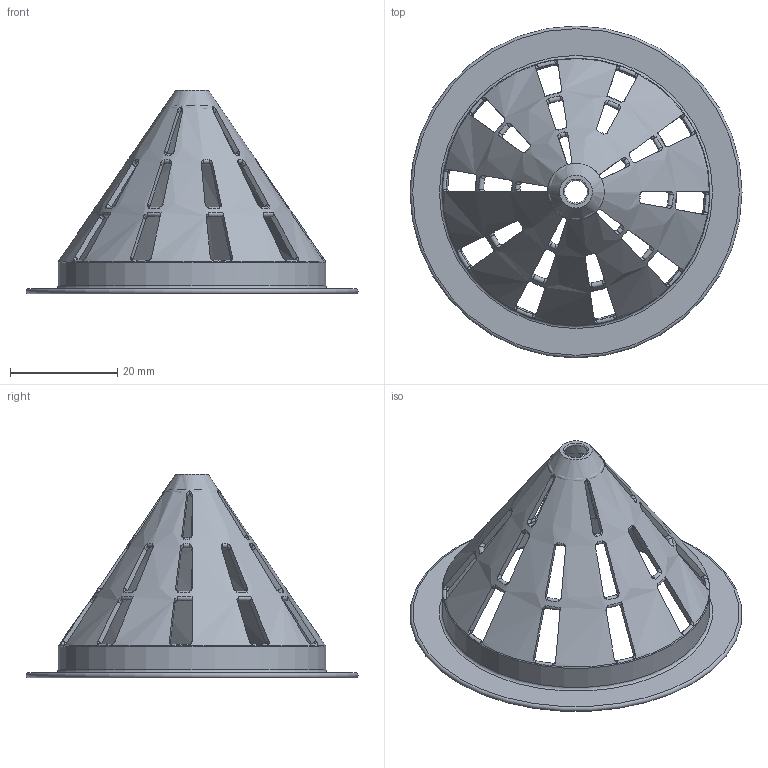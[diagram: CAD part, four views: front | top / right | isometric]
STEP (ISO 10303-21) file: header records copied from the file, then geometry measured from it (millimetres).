
FILE_DESCRIPTION(/* description */ (''),/* implementation_level */ '2;1');
FILE_NAME(/* name */ 'netpot2-in-w-lip v7.step',/* time_stamp */ '2024-10-13T21:12:56-07:00',/* author */ (''),/* organization */ (''),/* preprocessor_version */ 'ST-DEVELOPER v20',/* originating_system */ 'Autodesk Translation Framework v13.20.0.188',/* authorisation */ '');
FILE_SCHEMA (('AUTOMOTIVE_DESIGN { 1 0 10303 214 3 1 1 }'));
Length unit declared in the file: millimetre
Products named in the file (1): netpot2-in-w-lip
Bounding box: 62 x 62 x 38.07 mm (x, y, z)
Volume: 4652.3 mm3; surface area: 10235.5 mm2
Topology: 1 solids, 1 shells, 264 faces, 786 edges, 498 vertices
Faces by surface type: bspline 130, torus 65, plane 53, cone 14, cylinder 2
Full cylindrical faces by diameter (mm): 48 x1, 50 x1
Entity records: 17478 total; most frequent: CARTESIAN_POINT 11511, ORIENTED_EDGE 1552, EDGE_CURVE 776, DIRECTION 774, VERTEX_POINT 493, B_SPLINE_CURVE_WITH_KNOTS 470, AXIS2_PLACEMENT_3D 333, EDGE_LOOP 295
